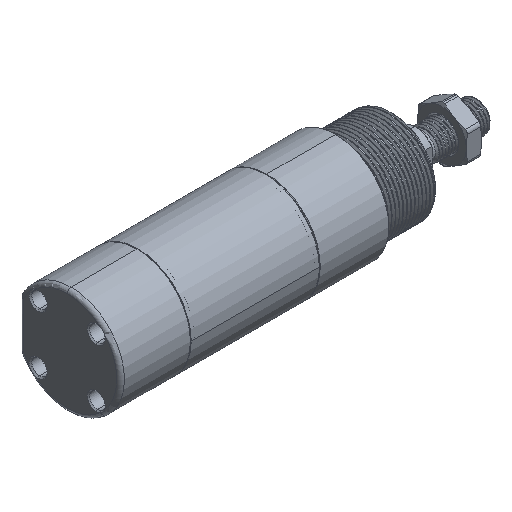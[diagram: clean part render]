
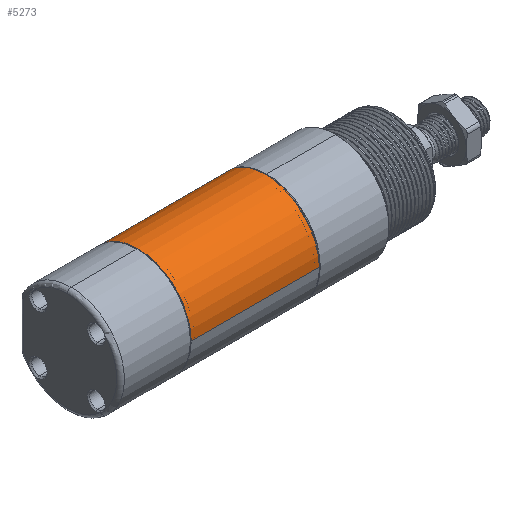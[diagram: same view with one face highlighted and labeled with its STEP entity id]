
A CAD part, isometric view. The second image highlights one B-rep face of the part: STEP entity #5273.
In plain terms, the highlighted cylindrical face has radius 20.8 mm (diameter 41.6 mm), a partial arc.
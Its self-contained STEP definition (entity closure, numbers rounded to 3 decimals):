
#580 = CIRCLE ( 'NONE', #5413, 20.8 ) ;
#1096 = DIRECTION ( 'NONE',  ( 0., 0., 1. ) ) ;
#3996 = CARTESIAN_POINT ( 'NONE',  ( -25., 0., 20.8 ) ) ;
#4287 = VERTEX_POINT ( 'NONE', #14638 ) ;
#5273 = ADVANCED_FACE ( 'NONE', ( #31219 ), #13525, .T. ) ;
#5413 = AXIS2_PLACEMENT_3D ( 'NONE', #24020, #26688, #1096 ) ;
#5495 = EDGE_CURVE ( 'NONE', #30980, #9321, #580, .T. ) ;
#6343 = DIRECTION ( 'NONE',  ( 0., 0., 1. ) ) ;
#7226 = EDGE_CURVE ( 'NONE', #26403, #9321, #30019, .T. ) ;
#7709 = DIRECTION ( 'NONE',  ( -1., 0., 0. ) ) ;
#9137 = CARTESIAN_POINT ( 'NONE',  ( 0., 0., 20.8 ) ) ;
#9321 = VERTEX_POINT ( 'NONE', #3996 ) ;
#11247 = EDGE_CURVE ( 'NONE', #4287, #26403, #32885, .T. ) ;
#12091 = CARTESIAN_POINT ( 'NONE',  ( -25., 0., -20.8 ) ) ;
#12731 = LINE ( 'NONE', #30589, #15694 ) ;
#13525 = CYLINDRICAL_SURFACE ( 'NONE', #30999, 20.8 ) ;
#13682 = AXIS2_PLACEMENT_3D ( 'NONE', #17502, #20177, #27698 ) ;
#13936 = ORIENTED_EDGE ( 'NONE', *, *, #7226, .T. ) ;
#14638 = CARTESIAN_POINT ( 'NONE',  ( 25., 0., -20.8 ) ) ;
#15694 = VECTOR ( 'NONE', #7709, 1000. ) ;
#17502 = CARTESIAN_POINT ( 'NONE',  ( 25., 0., 0. ) ) ;
#20177 = DIRECTION ( 'NONE',  ( -1., 0., 0. ) ) ;
#22116 = CARTESIAN_POINT ( 'NONE',  ( 25., 0., 20.8 ) ) ;
#22329 = VECTOR ( 'NONE', #25036, 1000. ) ;
#22634 = ORIENTED_EDGE ( 'NONE', *, *, #5495, .F. ) ;
#24020 = CARTESIAN_POINT ( 'NONE',  ( -25., 0., 0. ) ) ;
#24059 = DIRECTION ( 'NONE',  ( -1., 0., 0. ) ) ;
#24093 = ORIENTED_EDGE ( 'NONE', *, *, #28998, .F. ) ;
#25036 = DIRECTION ( 'NONE',  ( -1., 0., 0. ) ) ;
#26037 = ORIENTED_EDGE ( 'NONE', *, *, #11247, .T. ) ;
#26403 = VERTEX_POINT ( 'NONE', #22116 ) ;
#26688 = DIRECTION ( 'NONE',  ( -1., 0., 0. ) ) ;
#26729 = CARTESIAN_POINT ( 'NONE',  ( 0., 0., 0. ) ) ;
#27698 = DIRECTION ( 'NONE',  ( 0., 0., 1. ) ) ;
#28998 = EDGE_CURVE ( 'NONE', #4287, #30980, #12731, .T. ) ;
#30019 = LINE ( 'NONE', #9137, #22329 ) ;
#30589 = CARTESIAN_POINT ( 'NONE',  ( 0., 0., -20.8 ) ) ;
#30980 = VERTEX_POINT ( 'NONE', #12091 ) ;
#30999 = AXIS2_PLACEMENT_3D ( 'NONE', #26729, #24059, #6343 ) ;
#31219 = FACE_OUTER_BOUND ( 'NONE', #31901, .T. ) ;
#31901 = EDGE_LOOP ( 'NONE', ( #24093, #26037, #13936, #22634 ) ) ;
#32885 = CIRCLE ( 'NONE', #13682, 20.8 ) ;
